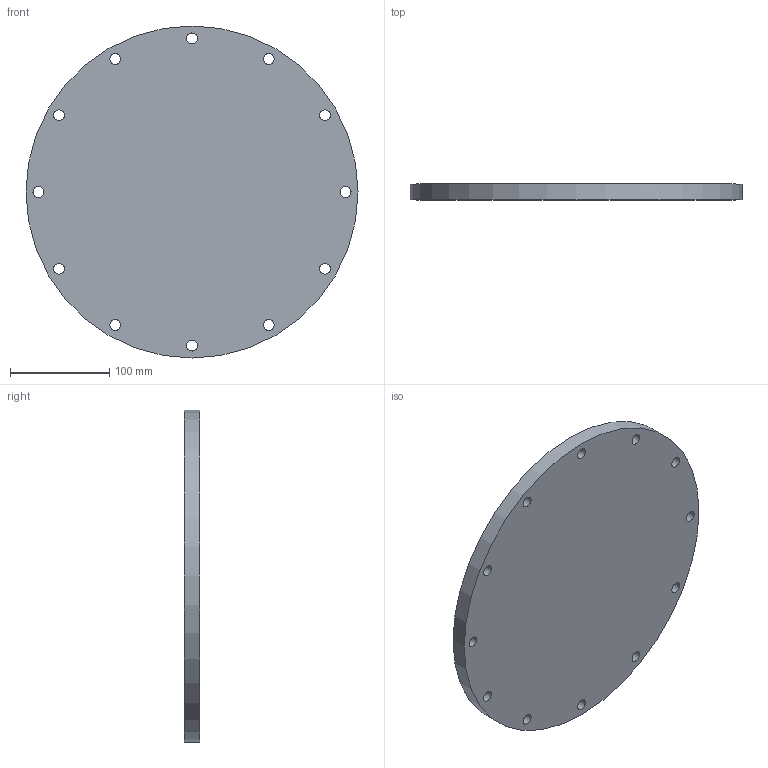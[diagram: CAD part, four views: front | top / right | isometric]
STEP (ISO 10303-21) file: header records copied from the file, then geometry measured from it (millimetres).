
FILE_DESCRIPTION(/* description */ (''),/* implementation_level */ '2;1');
FILE_NAME(/* name */ 'ISOF-BL-250.stp',/* time_stamp */ '2016-07-25T07:58:14+08:00',/* author */ ('raccy_lai'),/* organization */ (''),/* preprocessor_version */ 'ST-DEVELOPER v16.1',/* originating_system */ 'Autodesk Inventor 2016',/* authorisation */ '');
FILE_SCHEMA (('AUTOMOTIVE_DESIGN { 1 0 10303 214 3 1 1 }'));
Length unit declared in the file: millimetre
Products named in the file (1): ISOF-BL-250
Bounding box: 335 x 16 x 335 mm (x, y, z)
Volume: 1372695.3 mm3; surface area: 203560.6 mm2
Topology: 1 solids, 1 shells, 19 faces, 57 edges, 42 vertices
Faces by surface type: cylinder 15, plane 4
Full cylindrical faces by diameter (mm): 11 x12, 248.5 x1, 261.2 x1, 335 x1
Entity records: 566 total; most frequent: DIRECTION 100, CARTESIAN_POINT 80, EDGE_LOOP 60, ORIENTED_EDGE 60, AXIS2_PLACEMENT_3D 50, FACE_BOUND 41, CIRCLE 30, VERTEX_POINT 30
